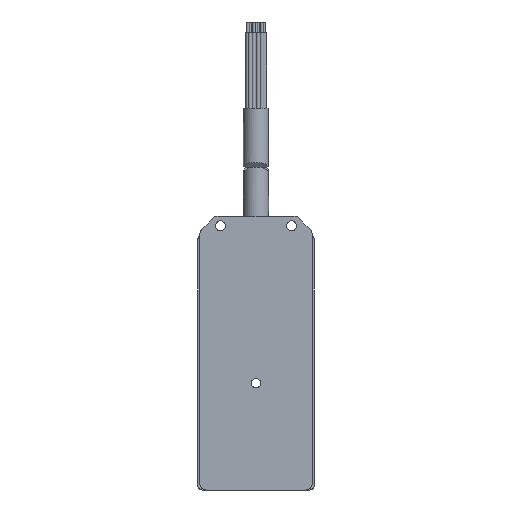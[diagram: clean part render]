
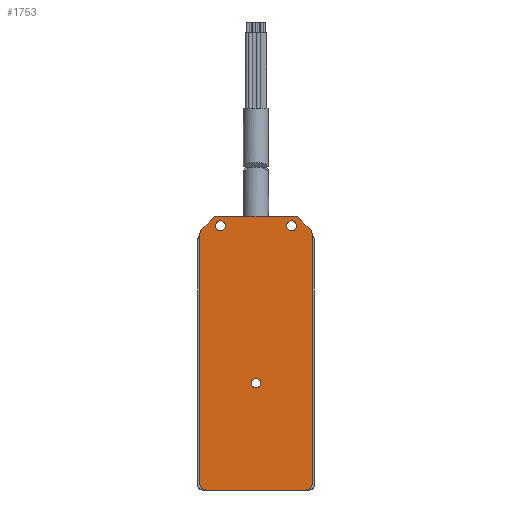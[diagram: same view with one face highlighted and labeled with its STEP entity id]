
A CAD part, front view. The second image highlights one B-rep face of the part: STEP entity #1753.
In plain terms, the highlighted planar face has unit normal (0, -1, 0).
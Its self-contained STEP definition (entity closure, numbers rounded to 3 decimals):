
#638=FACE_BOUND('',#4087,.T.);
#639=FACE_BOUND('',#4088,.T.);
#640=FACE_BOUND('',#4089,.T.);
#641=FACE_BOUND('',#4090,.T.);
#1345=CIRCLE('',#17132,2.3);
#1346=CIRCLE('',#17133,2.15);
#1347=CIRCLE('',#17134,2.3);
#1753=ADVANCED_FACE('',(#638,#639,#640,#641),#2802,.T.);
#2802=PLANE('',#17135);
#4087=EDGE_LOOP('',(#6710));
#4088=EDGE_LOOP('',(#6711));
#4089=EDGE_LOOP('',(#6712));
#4090=EDGE_LOOP('',(#6713,#6714,#6715,#6716,#6717,#6718,#6719,#6720,#6721,
#6722,#6723,#6724,#6725,#6726,#6727,#6728));
#5528=B_SPLINE_CURVE_WITH_KNOTS('',3,(#21805,#21806,#21807,#21808),
 .UNSPECIFIED.,.F.,.F.,(4,4),(0.,1.),.UNSPECIFIED.);
#5529=B_SPLINE_CURVE_WITH_KNOTS('',3,(#21812,#21813,#21814,#21815),
 .UNSPECIFIED.,.F.,.F.,(4,4),(0.,1.),.UNSPECIFIED.);
#5530=B_SPLINE_CURVE_WITH_KNOTS('',3,(#21819,#21820,#21821,#21822,#21823,
#21824),.UNSPECIFIED.,.F.,.F.,(4,2,4),(0.,0.5,1.),.UNSPECIFIED.);
#5531=B_SPLINE_CURVE_WITH_KNOTS('',3,(#21828,#21829,#21830,#21831,#21832,
#21833),.UNSPECIFIED.,.F.,.F.,(4,2,4),(0.,0.5,1.),.UNSPECIFIED.);
#5532=B_SPLINE_CURVE_WITH_KNOTS('',3,(#21837,#21838,#21839,#21840),
 .UNSPECIFIED.,.F.,.F.,(4,4),(0.,1.),.UNSPECIFIED.);
#5533=B_SPLINE_CURVE_WITH_KNOTS('',3,(#21844,#21845,#21846,#21847),
 .UNSPECIFIED.,.F.,.F.,(4,4),(0.,1.),.UNSPECIFIED.);
#6710=ORIENTED_EDGE('',*,*,#12847,.T.);
#6711=ORIENTED_EDGE('',*,*,#12848,.F.);
#6712=ORIENTED_EDGE('',*,*,#12849,.F.);
#6713=ORIENTED_EDGE('',*,*,#12850,.F.);
#6714=ORIENTED_EDGE('',*,*,#12851,.T.);
#6715=ORIENTED_EDGE('',*,*,#12852,.T.);
#6716=ORIENTED_EDGE('',*,*,#12853,.T.);
#6717=ORIENTED_EDGE('',*,*,#12854,.T.);
#6718=ORIENTED_EDGE('',*,*,#12855,.T.);
#6719=ORIENTED_EDGE('',*,*,#12856,.F.);
#6720=ORIENTED_EDGE('',*,*,#12857,.T.);
#6721=ORIENTED_EDGE('',*,*,#12858,.T.);
#6722=ORIENTED_EDGE('',*,*,#12859,.T.);
#6723=ORIENTED_EDGE('',*,*,#12860,.T.);
#6724=ORIENTED_EDGE('',*,*,#12861,.T.);
#6725=ORIENTED_EDGE('',*,*,#12862,.T.);
#6726=ORIENTED_EDGE('',*,*,#12863,.T.);
#6727=ORIENTED_EDGE('',*,*,#12839,.T.);
#6728=ORIENTED_EDGE('',*,*,#12864,.F.);
#11222=VERTEX_POINT('',#21765);
#11223=VERTEX_POINT('',#21767);
#11230=VERTEX_POINT('',#21793);
#11231=VERTEX_POINT('',#21795);
#11232=VERTEX_POINT('',#21797);
#11233=VERTEX_POINT('',#21799);
#11234=VERTEX_POINT('',#21800);
#11235=VERTEX_POINT('',#21802);
#11236=VERTEX_POINT('',#21804);
#11237=VERTEX_POINT('',#21809);
#11238=VERTEX_POINT('',#21811);
#11239=VERTEX_POINT('',#21816);
#11240=VERTEX_POINT('',#21818);
#11241=VERTEX_POINT('',#21825);
#11242=VERTEX_POINT('',#21827);
#11243=VERTEX_POINT('',#21834);
#11244=VERTEX_POINT('',#21836);
#11245=VERTEX_POINT('',#21841);
#11246=VERTEX_POINT('',#21843);
#12839=EDGE_CURVE('',#11223,#11222,#15099,.T.);
#12847=EDGE_CURVE('',#11230,#11230,#1345,.T.);
#12848=EDGE_CURVE('',#11231,#11231,#1346,.T.);
#12849=EDGE_CURVE('',#11232,#11232,#1347,.T.);
#12850=EDGE_CURVE('',#11233,#11234,#15103,.T.);
#12851=EDGE_CURVE('',#11233,#11235,#15104,.T.);
#12852=EDGE_CURVE('',#11235,#11236,#15105,.T.);
#12853=EDGE_CURVE('',#11236,#11237,#5528,.T.);
#12854=EDGE_CURVE('',#11237,#11238,#15106,.T.);
#12855=EDGE_CURVE('',#11238,#11239,#5529,.T.);
#12856=EDGE_CURVE('',#11240,#11239,#15107,.T.);
#12857=EDGE_CURVE('',#11240,#11241,#5530,.T.);
#12858=EDGE_CURVE('',#11241,#11242,#15108,.T.);
#12859=EDGE_CURVE('',#11242,#11243,#5531,.T.);
#12860=EDGE_CURVE('',#11243,#11244,#15109,.T.);
#12861=EDGE_CURVE('',#11244,#11245,#5532,.T.);
#12862=EDGE_CURVE('',#11245,#11246,#15110,.T.);
#12863=EDGE_CURVE('',#11246,#11223,#5533,.T.);
#12864=EDGE_CURVE('',#11234,#11222,#15111,.T.);
#15099=LINE('',#21766,#15999);
#15103=LINE('',#21798,#16003);
#15104=LINE('',#21801,#16004);
#15105=LINE('',#21803,#16005);
#15106=LINE('',#21810,#16006);
#15107=LINE('',#21817,#16007);
#15108=LINE('',#21826,#16008);
#15109=LINE('',#21835,#16009);
#15110=LINE('',#21842,#16010);
#15111=LINE('',#21848,#16011);
#15999=VECTOR('',#18299,1.);
#16003=VECTOR('',#18315,1.);
#16004=VECTOR('',#18316,1.);
#16005=VECTOR('',#18317,1.);
#16006=VECTOR('',#18318,1.);
#16007=VECTOR('',#18319,1.);
#16008=VECTOR('',#18320,1.);
#16009=VECTOR('',#18321,1.);
#16010=VECTOR('',#18322,1.);
#16011=VECTOR('',#18323,1.);
#17132=AXIS2_PLACEMENT_3D('',#21792,#18309,#18310);
#17133=AXIS2_PLACEMENT_3D('',#21794,#18311,#18312);
#17134=AXIS2_PLACEMENT_3D('',#21796,#18313,#18314);
#17135=AXIS2_PLACEMENT_3D('',#21849,#18324,#18325);
#18299=DIRECTION('',(-1.,0.,0.));
#18309=DIRECTION('',(0.,1.,0.));
#18310=DIRECTION('',(1.,0.,0.));
#18311=DIRECTION('',(0.,-1.,0.));
#18312=DIRECTION('',(1.,0.,0.));
#18313=DIRECTION('',(0.,-1.,0.));
#18314=DIRECTION('',(1.,0.,0.));
#18315=DIRECTION('',(1.,0.,0.));
#18316=DIRECTION('',(0.,0.,1.));
#18317=DIRECTION('',(-1.,0.,0.));
#18318=DIRECTION('',(-0.707,0.,-0.707));
#18319=DIRECTION('',(0.,0.,1.));
#18320=DIRECTION('',(1.,0.,0.));
#18321=DIRECTION('',(0.,0.,1.));
#18322=DIRECTION('',(-0.707,0.,0.707));
#18323=DIRECTION('',(0.,0.,1.));
#18324=DIRECTION('',(0.,-1.,0.));
#18325=DIRECTION('',(1.,0.,0.));
#21765=CARTESIAN_POINT('',(9.4,0.,-25.));
#21766=CARTESIAN_POINT('',(65.907,0.,-25.));
#21767=CARTESIAN_POINT('',(18.586,0.,-25.));
#21792=CARTESIAN_POINT('',(16.5,0.,-29.5));
#21793=CARTESIAN_POINT('',(18.8,0.,-29.5));
#21794=CARTESIAN_POINT('',(0.,0.,
-102.5));
#21795=CARTESIAN_POINT('',(2.15,0.,-102.5));
#21796=CARTESIAN_POINT('',(-16.5,0.,-29.5));
#21797=CARTESIAN_POINT('',(-14.2,0.,-29.5));
#21798=CARTESIAN_POINT('',(-9.4,0.,-25.1));
#21799=CARTESIAN_POINT('',(-9.4,0.,-25.1));
#21800=CARTESIAN_POINT('',(9.4,0.,-25.1));
#21801=CARTESIAN_POINT('',(-9.4,0.,-25.1));
#21802=CARTESIAN_POINT('',(-9.4,0.,-25.));
#21803=CARTESIAN_POINT('',(65.907,0.,-25.));
#21804=CARTESIAN_POINT('',(-18.586,0.,-25.));
#21805=CARTESIAN_POINT('',(-18.586,0.,-25.));
#21806=CARTESIAN_POINT('',(-18.852,0.,-25.001));
#21807=CARTESIAN_POINT('',(-19.101,0.,-25.103));
#21808=CARTESIAN_POINT('',(-19.293,0.,-25.293));
#21809=CARTESIAN_POINT('',(-19.293,0.,-25.293));
#21810=CARTESIAN_POINT('',(-86.,0.,-92.));
#21811=CARTESIAN_POINT('',(-25.121,0.,-31.121));
#21812=CARTESIAN_POINT('',(-25.121,0.,-31.121));
#21813=CARTESIAN_POINT('',(-25.68,0.,-31.681));
#21814=CARTESIAN_POINT('',(-26.,0.,-32.452));
#21815=CARTESIAN_POINT('',(-26.,0.,-33.243));
#21816=CARTESIAN_POINT('',(-26.,0.,-33.243));
#21817=CARTESIAN_POINT('',(-26.,0.,-152.));
#21818=CARTESIAN_POINT('',(-26.,0.,-149.));
#21819=CARTESIAN_POINT('',(-26.,0.,-149.));
#21820=CARTESIAN_POINT('',(-26.,0.,-149.787));
#21821=CARTESIAN_POINT('',(-25.676,0.,-150.566));
#21822=CARTESIAN_POINT('',(-24.568,0.,-151.675));
#21823=CARTESIAN_POINT('',(-23.793,0.,-152.));
#21824=CARTESIAN_POINT('',(-23.,0.,-152.));
#21825=CARTESIAN_POINT('',(-23.,0.,-152.));
#21826=CARTESIAN_POINT('',(-26.,0.,-152.));
#21827=CARTESIAN_POINT('',(23.,0.,-152.));
#21828=CARTESIAN_POINT('',(23.,0.,-152.));
#21829=CARTESIAN_POINT('',(23.787,0.,-152.));
#21830=CARTESIAN_POINT('',(24.566,0.,-151.676));
#21831=CARTESIAN_POINT('',(25.675,0.,-150.568));
#21832=CARTESIAN_POINT('',(26.,0.,-149.793));
#21833=CARTESIAN_POINT('',(26.,0.,-149.));
#21834=CARTESIAN_POINT('',(26.,0.,-149.));
#21835=CARTESIAN_POINT('',(26.,0.,-152.));
#21836=CARTESIAN_POINT('',(26.,0.,-33.243));
#21837=CARTESIAN_POINT('',(26.,0.,-33.243));
#21838=CARTESIAN_POINT('',(26.,0.,-32.452));
#21839=CARTESIAN_POINT('',(25.68,0.,-31.681));
#21840=CARTESIAN_POINT('',(25.121,0.,-31.121));
#21841=CARTESIAN_POINT('',(25.121,0.,-31.121));
#21842=CARTESIAN_POINT('',(60.,0.,-66.));
#21843=CARTESIAN_POINT('',(19.293,0.,-25.293));
#21844=CARTESIAN_POINT('',(19.293,0.,-25.293));
#21845=CARTESIAN_POINT('',(19.104,0.,-25.105));
#21846=CARTESIAN_POINT('',(18.855,0.,-25.001));
#21847=CARTESIAN_POINT('',(18.586,0.,-25.));
#21848=CARTESIAN_POINT('',(9.4,0.,-25.1));
#21849=CARTESIAN_POINT('',(-26.,0.,-152.));
